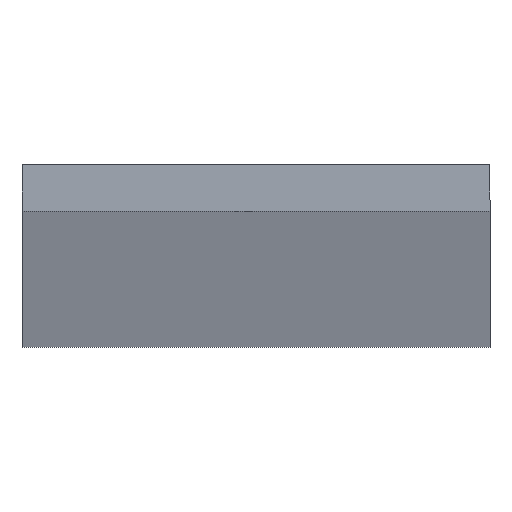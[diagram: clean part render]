
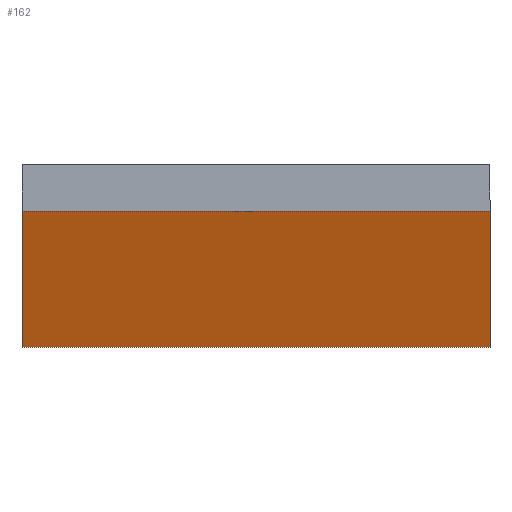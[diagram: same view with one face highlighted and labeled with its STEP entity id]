
A CAD part, top view. The second image highlights one B-rep face of the part: STEP entity #162.
In plain terms, the highlighted planar face has unit normal (0, -1, 0).
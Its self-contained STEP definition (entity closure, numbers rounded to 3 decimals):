
#11 = VECTOR ( 'NONE', #119, 1000. ) ;
#16 = EDGE_CURVE ( 'NONE', #167, #38, #59, .T. ) ;
#18 = VECTOR ( 'NONE', #155, 1000. ) ;
#21 = EDGE_CURVE ( 'NONE', #167, #195, #131, .T. ) ;
#32 = DIRECTION ( 'NONE',  ( 1., 0., 0. ) ) ;
#33 = LINE ( 'NONE', #86, #18 ) ;
#38 = VERTEX_POINT ( 'NONE', #42 ) ;
#42 = CARTESIAN_POINT ( 'NONE',  ( -15., -1.5, 0. ) ) ;
#44 = CARTESIAN_POINT ( 'NONE',  ( -15., -1.5, -5000. ) ) ;
#55 = ORIENTED_EDGE ( 'NONE', *, *, #21, .T. ) ;
#59 = LINE ( 'NONE', #69, #116 ) ;
#63 = CARTESIAN_POINT ( 'NONE',  ( 15., -1.5, -5000. ) ) ;
#69 = CARTESIAN_POINT ( 'NONE',  ( -15., -1.5, -5000. ) ) ;
#70 = DIRECTION ( 'NONE',  ( 1., 0., 0. ) ) ;
#76 = CARTESIAN_POINT ( 'NONE',  ( 15., -1.5, -5000. ) ) ;
#80 = EDGE_CURVE ( 'NONE', #38, #184, #33, .T. ) ;
#86 = CARTESIAN_POINT ( 'NONE',  ( -15., -1.5, 0. ) ) ;
#87 = LINE ( 'NONE', #63, #11 ) ;
#95 = ORIENTED_EDGE ( 'NONE', *, *, #124, .T. ) ;
#112 = EDGE_LOOP ( 'NONE', ( #198, #185, #55, #95 ) ) ;
#114 = DIRECTION ( 'NONE',  ( 0., -1., 0. ) ) ;
#116 = VECTOR ( 'NONE', #149, 1000. ) ;
#119 = DIRECTION ( 'NONE',  ( 0., 0., 1. ) ) ;
#124 = EDGE_CURVE ( 'NONE', #195, #184, #87, .T. ) ;
#131 = LINE ( 'NONE', #196, #179 ) ;
#133 = PLANE ( 'NONE',  #139 ) ;
#139 = AXIS2_PLACEMENT_3D ( 'NONE', #199, #114, #32 ) ;
#149 = DIRECTION ( 'NONE',  ( 0., 0., 1. ) ) ;
#155 = DIRECTION ( 'NONE',  ( 1., 0., 0. ) ) ;
#160 = CARTESIAN_POINT ( 'NONE',  ( 15., -1.5, 0. ) ) ;
#162 = ADVANCED_FACE ( 'NONE', ( #174 ), #133, .T. ) ;
#167 = VERTEX_POINT ( 'NONE', #44 ) ;
#174 = FACE_OUTER_BOUND ( 'NONE', #112, .T. ) ;
#179 = VECTOR ( 'NONE', #70, 1000. ) ;
#184 = VERTEX_POINT ( 'NONE', #160 ) ;
#185 = ORIENTED_EDGE ( 'NONE', *, *, #16, .F. ) ;
#195 = VERTEX_POINT ( 'NONE', #76 ) ;
#196 = CARTESIAN_POINT ( 'NONE',  ( -15., -1.5, -5000. ) ) ;
#198 = ORIENTED_EDGE ( 'NONE', *, *, #80, .F. ) ;
#199 = CARTESIAN_POINT ( 'NONE',  ( -15., -1.5, -5000. ) ) ;
